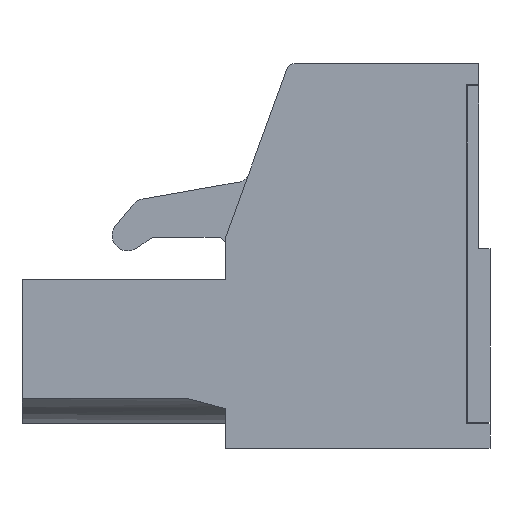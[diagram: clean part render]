
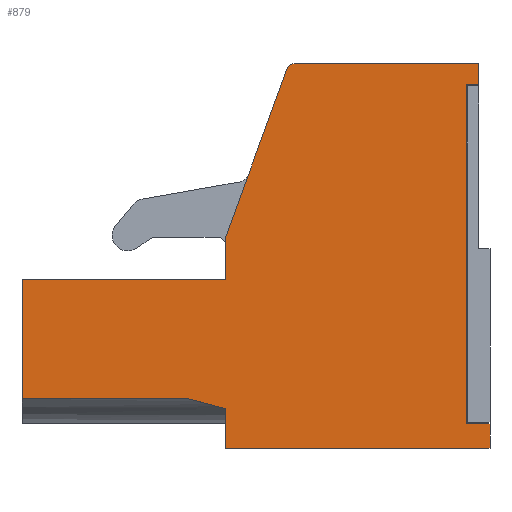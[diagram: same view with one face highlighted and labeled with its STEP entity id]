
A CAD part, front view. The second image highlights one B-rep face of the part: STEP entity #879.
In plain terms, the highlighted planar face has unit normal (0, -1, 0).
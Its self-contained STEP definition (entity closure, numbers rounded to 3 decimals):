
#879 = ADVANCED_FACE( '', ( #1893 ), #1894, .T. );
#1893 = FACE_OUTER_BOUND( '', #3031, .T. );
#1894 = PLANE( '', #3032 );
#3031 = EDGE_LOOP( '', ( #5482, #5483, #5484, #5485, #5486, #5487, #5488, #5489, #5490, #5491, #5492, #5493, #5494, #5495, #5496 ) );
#3032 = AXIS2_PLACEMENT_3D( '', #5497, #5498, #5499 );
#5482 = ORIENTED_EDGE( '', *, *, #7120, .T. );
#5483 = ORIENTED_EDGE( '', *, *, #6778, .F. );
#5484 = ORIENTED_EDGE( '', *, *, #7314, .F. );
#5485 = ORIENTED_EDGE( '', *, *, #6785, .F. );
#5486 = ORIENTED_EDGE( '', *, *, #7394, .T. );
#5487 = ORIENTED_EDGE( '', *, *, #7445, .F. );
#5488 = ORIENTED_EDGE( '', *, *, #7343, .F. );
#5489 = ORIENTED_EDGE( '', *, *, #7226, .T. );
#5490 = ORIENTED_EDGE( '', *, *, #7446, .T. );
#5491 = ORIENTED_EDGE( '', *, *, #7317, .T. );
#5492 = ORIENTED_EDGE( '', *, *, #7294, .T. );
#5493 = ORIENTED_EDGE( '', *, *, #6850, .F. );
#5494 = ORIENTED_EDGE( '', *, *, #7088, .F. );
#5495 = ORIENTED_EDGE( '', *, *, #6887, .F. );
#5496 = ORIENTED_EDGE( '', *, *, #7447, .F. );
#5497 = CARTESIAN_POINT( '', ( -122.574, -15.476, 1.1 ) );
#5498 = DIRECTION( '', ( 0., -1., 0. ) );
#5499 = DIRECTION( '', ( -1., 0., 0. ) );
#6778 = EDGE_CURVE( '', #8195, #8197, #8198, .T. );
#6785 = EDGE_CURVE( '', #8207, #8210, #8211, .T. );
#6850 = EDGE_CURVE( '', #8319, #8322, #8323, .T. );
#6887 = EDGE_CURVE( '', #8379, #8381, #8382, .T. );
#7088 = EDGE_CURVE( '', #8381, #8319, #8686, .T. );
#7120 = EDGE_CURVE( '', #8730, #8197, #8731, .T. );
#7226 = EDGE_CURVE( '', #8884, #8885, #8886, .T. );
#7294 = EDGE_CURVE( '', #8973, #8322, #8974, .T. );
#7314 = EDGE_CURVE( '', #8210, #8195, #9000, .T. );
#7317 = EDGE_CURVE( '', #9004, #8973, #9005, .T. );
#7343 = EDGE_CURVE( '', #8884, #9041, #9042, .T. );
#7394 = EDGE_CURVE( '', #8207, #9108, #9110, .T. );
#7445 = EDGE_CURVE( '', #9041, #9108, #9170, .T. );
#7446 = EDGE_CURVE( '', #8885, #9004, #9171, .T. );
#7447 = EDGE_CURVE( '', #8730, #8379, #9172, .T. );
#8195 = VERTEX_POINT( '', #10135 );
#8197 = VERTEX_POINT( '', #10138 );
#8198 = LINE( '', #10139, #10140 );
#8207 = VERTEX_POINT( '', #10151 );
#8210 = VERTEX_POINT( '', #10155 );
#8211 = LINE( '', #10156, #10157 );
#8319 = VERTEX_POINT( '', #10292 );
#8322 = VERTEX_POINT( '', #10296 );
#8323 = LINE( '', #10297, #10298 );
#8379 = VERTEX_POINT( '', #10375 );
#8381 = VERTEX_POINT( '', #10378 );
#8382 = LINE( '', #10379, #10380 );
#8686 = LINE( '', #10805, #10806 );
#8730 = VERTEX_POINT( '', #10868 );
#8731 = LINE( '', #10869, #10870 );
#8884 = VERTEX_POINT( '', #11084 );
#8885 = VERTEX_POINT( '', #11085 );
#8886 = LINE( '', #11086, #11087 );
#8973 = VERTEX_POINT( '', #11210 );
#8974 = LINE( '', #11211, #11212 );
#9000 = LINE( '', #11248, #11249 );
#9004 = VERTEX_POINT( '', #11254 );
#9005 = LINE( '', #11255, #11256 );
#9041 = VERTEX_POINT( '', #11310 );
#9042 = LINE( '', #11311, #11312 );
#9108 = VERTEX_POINT( '', #11413 );
#9110 = CIRCLE( '', #11416, 0.3 );
#9170 = LINE( '', #11501, #11502 );
#9171 = LINE( '', #11503, #11504 );
#9172 = LINE( '', #11505, #11506 );
#10135 = CARTESIAN_POINT( '', ( -122.524, -15.476, 1.15 ) );
#10138 = CARTESIAN_POINT( '', ( -123.024, -15.476, 1.15 ) );
#10139 = CARTESIAN_POINT( '', ( -123.074, -15.476, 1.15 ) );
#10140 = VECTOR( '', #12179, 1000. );
#10151 = CARTESIAN_POINT( '', ( -129.966, -15.476, 2. ) );
#10155 = CARTESIAN_POINT( '', ( -122.524, -15.476, 2. ) );
#10156 = CARTESIAN_POINT( '', ( -122.374, -15.476, 2. ) );
#10157 = VECTOR( '', #12189, 1000. );
#10292 = CARTESIAN_POINT( '', ( -132.724, -15.476, -13.5 ) );
#10296 = CARTESIAN_POINT( '', ( -132.724, -15.476, -11.9 ) );
#10297 = CARTESIAN_POINT( '', ( -132.724, -15.476, -11.9 ) );
#10298 = VECTOR( '', #12290, 1000. );
#10375 = CARTESIAN_POINT( '', ( -122.074, -15.476, -12.5 ) );
#10378 = CARTESIAN_POINT( '', ( -122.074, -15.476, -13.5 ) );
#10379 = CARTESIAN_POINT( '', ( -122.074, -15.476, -13.5 ) );
#10380 = VECTOR( '', #12340, 1000. );
#10805 = CARTESIAN_POINT( '', ( -132.724, -15.476, -13.5 ) );
#10806 = VECTOR( '', #12543, 1000. );
#10868 = CARTESIAN_POINT( '', ( -123.024, -15.476, -12.5 ) );
#10869 = CARTESIAN_POINT( '', ( -123.024, -15.476, -5.3 ) );
#10870 = VECTOR( '', #12574, 1000. );
#11084 = CARTESIAN_POINT( '', ( -132.724, -15.476, -6.7 ) );
#11085 = CARTESIAN_POINT( '', ( -140.924, -15.476, -6.7 ) );
#11086 = CARTESIAN_POINT( '', ( -141.024, -15.476, -6.7 ) );
#11087 = VECTOR( '', #12675, 1000. );
#11210 = CARTESIAN_POINT( '', ( -134.217, -15.476, -11.5 ) );
#11211 = CARTESIAN_POINT( '', ( -132.724, -15.476, -11.9 ) );
#11212 = VECTOR( '', #12736, 1000. );
#11248 = CARTESIAN_POINT( '', ( -122.524, -15.476, 0.84 ) );
#11249 = VECTOR( '', #12753, 1000. );
#11254 = CARTESIAN_POINT( '', ( -140.924, -15.476, -11.5 ) );
#11255 = CARTESIAN_POINT( '', ( -134.217, -15.476, -11.5 ) );
#11256 = VECTOR( '', #12755, 1000. );
#11310 = CARTESIAN_POINT( '', ( -132.724, -15.476, -5. ) );
#11311 = CARTESIAN_POINT( '', ( -132.724, -15.476, -11.9 ) );
#11312 = VECTOR( '', #12774, 1000. );
#11413 = CARTESIAN_POINT( '', ( -130.248, -15.476, 1.803 ) );
#11416 = AXIS2_PLACEMENT_3D( '', #12820, #12821, #12822 );
#11501 = CARTESIAN_POINT( '', ( -132.856, -15.476, -5.361 ) );
#11502 = VECTOR( '', #12860, 1000. );
#11503 = CARTESIAN_POINT( '', ( -140.924, -15.476, -11.5 ) );
#11504 = VECTOR( '', #12861, 1000. );
#11505 = CARTESIAN_POINT( '', ( -121.874, -15.476, -12.5 ) );
#11506 = VECTOR( '', #12862, 1000. );
#12179 = DIRECTION( '', ( -1., 0., 0. ) );
#12189 = DIRECTION( '', ( 1., 0., 0. ) );
#12290 = DIRECTION( '', ( 0., 0., 1. ) );
#12340 = DIRECTION( '', ( 0., 0., -1. ) );
#12543 = DIRECTION( '', ( -1., 0., 0. ) );
#12574 = DIRECTION( '', ( 0., 0., 1. ) );
#12675 = DIRECTION( '', ( -1., 0., 0. ) );
#12736 = DIRECTION( '', ( 0.966, 0., -0.259 ) );
#12753 = DIRECTION( '', ( 0., 0., -1. ) );
#12755 = DIRECTION( '', ( 1., 0., 0. ) );
#12774 = DIRECTION( '', ( 0., 0., 1. ) );
#12820 = CARTESIAN_POINT( '', ( -129.966, -15.476, 1.7 ) );
#12821 = DIRECTION( '', ( 0., -1., 0. ) );
#12822 = DIRECTION( '', ( 1., 0., 0. ) );
#12860 = DIRECTION( '', ( 0.342, 0., 0.94 ) );
#12861 = DIRECTION( '', ( 0., 0., -1. ) );
#12862 = DIRECTION( '', ( 1., 0., 0. ) );
